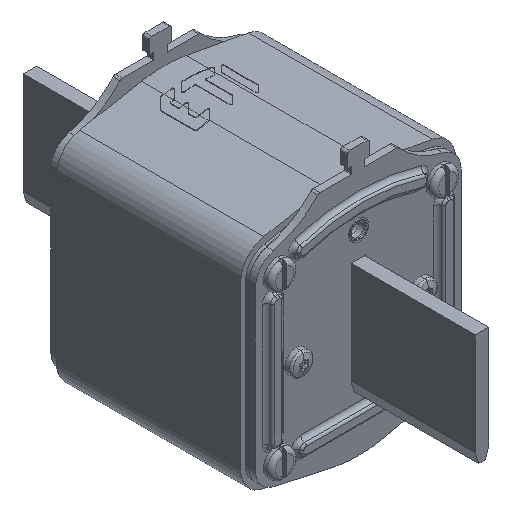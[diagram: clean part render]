
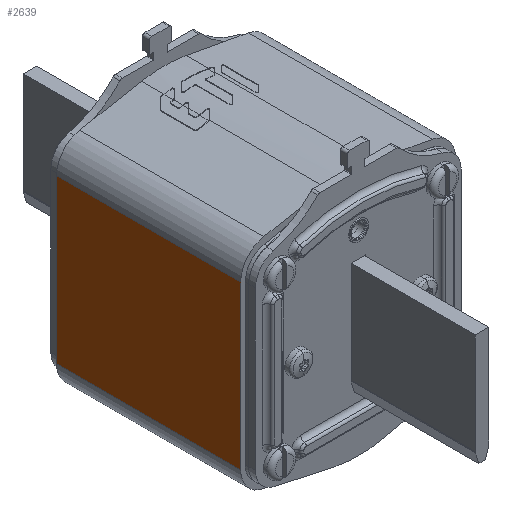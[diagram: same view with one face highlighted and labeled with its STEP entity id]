
A CAD part, isometric view. The second image highlights one B-rep face of the part: STEP entity #2639.
In plain terms, the highlighted face is planar.
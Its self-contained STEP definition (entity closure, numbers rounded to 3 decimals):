
#216=DIRECTION('',(1.,0.,0.));
#217=VECTOR('',#216,72.);
#218=CARTESIAN_POINT('',(-36.,-47.5,-40.75));
#219=LINE('',#218,#217);
#239=DIRECTION('',(0.,0.,1.));
#240=VECTOR('',#239,81.5);
#241=CARTESIAN_POINT('',(36.,-47.5,-40.75));
#242=LINE('',#241,#240);
#246=DIRECTION('',(0.,0.,1.));
#247=VECTOR('',#246,81.5);
#248=CARTESIAN_POINT('',(-36.,-47.5,-40.75));
#249=LINE('',#248,#247);
#2175=DIRECTION('',(1.,0.,0.));
#2176=VECTOR('',#2175,72.);
#2177=CARTESIAN_POINT('',(-36.,-47.5,40.75));
#2178=LINE('',#2177,#2176);
#2333=CARTESIAN_POINT('',(36.,-47.5,-40.75));
#2335=VERTEX_POINT('',#2333);
#2355=CARTESIAN_POINT('',(-36.,-47.5,-40.75));
#2356=VERTEX_POINT('',#2355);
#2357=CARTESIAN_POINT('',(36.,-47.5,40.75));
#2359=VERTEX_POINT('',#2357);
#2379=CARTESIAN_POINT('',(-36.,-47.5,40.75));
#2380=VERTEX_POINT('',#2379);
#2626=CARTESIAN_POINT('',(-36.,-47.5,-40.75));
#2627=DIRECTION('',(0.,-1.,0.));
#2628=DIRECTION('',(1.,0.,0.));
#2629=AXIS2_PLACEMENT_3D('',#2626,#2627,#2628);
#2630=PLANE('',#2629);
#2631=ORIENTED_EDGE('',*,*,#2586,.F.);
#2633=ORIENTED_EDGE('',*,*,#2632,.T.);
#2635=ORIENTED_EDGE('',*,*,#2634,.T.);
#2636=ORIENTED_EDGE('',*,*,#2610,.F.);
#2637=EDGE_LOOP('',(#2631,#2633,#2635,#2636));
#2638=FACE_OUTER_BOUND('',#2637,.F.);
#2586=EDGE_CURVE('',#2356,#2335,#219,.T.);
#2610=EDGE_CURVE('',#2335,#2359,#242,.T.);
#2632=EDGE_CURVE('',#2356,#2380,#249,.T.);
#2634=EDGE_CURVE('',#2380,#2359,#2178,.T.);
#2639=ADVANCED_FACE('',(#2638),#2630,.T.);
